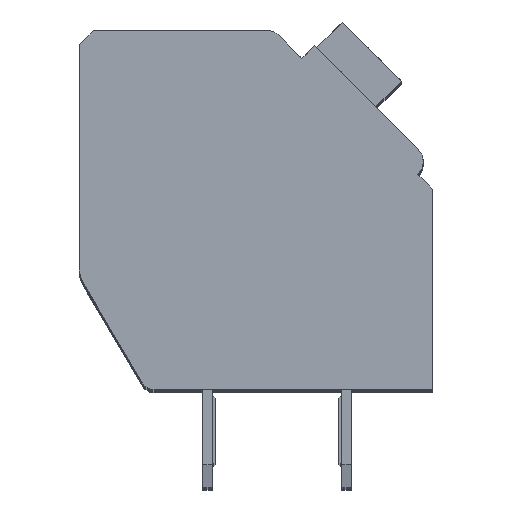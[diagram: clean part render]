
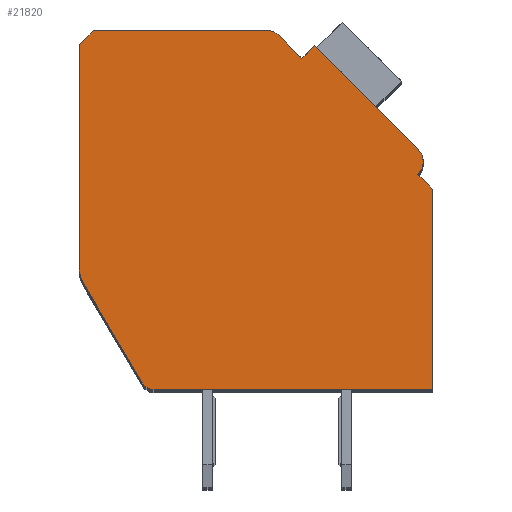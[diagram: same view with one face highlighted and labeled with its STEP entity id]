
A CAD part, top view. The second image highlights one B-rep face of the part: STEP entity #21820.
In plain terms, the highlighted planar face has unit normal (0, 0, 1).
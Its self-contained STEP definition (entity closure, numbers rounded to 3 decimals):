
#455=DIRECTION('',(0.,-1.,0.));
#456=VECTOR('',#455,8.053);
#457=CARTESIAN_POINT('',(-12.7,12.4,2.1));
#458=LINE('',#457,#456);
#459=DIRECTION('',(-0.707,-0.707,0.));
#460=VECTOR('',#459,0.707);
#461=CARTESIAN_POINT('',(-12.2,12.9,2.1));
#462=LINE('',#461,#460);
#463=DIRECTION('',(-1.,0.,0.));
#464=VECTOR('',#463,6.298);
#465=CARTESIAN_POINT('',(-5.902,12.9,2.1));
#466=LINE('',#465,#464);
#467=CARTESIAN_POINT('',(-5.902,12.4,2.1));
#468=DIRECTION('',(0.,0.,1.));
#469=DIRECTION('',(0.707,0.707,0.));
#470=AXIS2_PLACEMENT_3D('',#467,#468,#469);
#472=DIRECTION('',(-0.707,0.707,0.));
#473=VECTOR('',#472,1.197);
#474=CARTESIAN_POINT('',(-4.702,11.907,2.1));
#475=LINE('',#474,#473);
#476=DIRECTION('',(-0.707,-0.707,0.));
#477=VECTOR('',#476,0.65);
#478=CARTESIAN_POINT('',(-4.243,12.367,2.1));
#479=LINE('',#478,#477);
#480=DIRECTION('',(-0.707,0.707,0.));
#481=VECTOR('',#480,5.25);
#482=CARTESIAN_POINT('',(-0.53,8.655,2.1));
#483=LINE('',#482,#481);
#484=CARTESIAN_POINT('',(-0.99,8.195,2.1));
#485=DIRECTION('',(0.,0.,1.));
#486=DIRECTION('',(0.707,-0.707,0.));
#487=AXIS2_PLACEMENT_3D('',#484,#485,#486);
#489=DIRECTION('',(-0.707,0.707,0.));
#490=VECTOR('',#489,0.75);
#491=CARTESIAN_POINT('',(0.,7.205,2.1));
#492=LINE('',#491,#490);
#493=DIRECTION('',(0.,1.,0.));
#494=VECTOR('',#493,7.205);
#495=CARTESIAN_POINT('',(0.,0.,2.1));
#496=LINE('',#495,#494);
#497=DIRECTION('',(1.,0.,0.));
#498=VECTOR('',#497,10.014);
#499=CARTESIAN_POINT('',(-10.014,0.,2.1));
#500=LINE('',#499,#498);
#501=CARTESIAN_POINT('',(-10.014,0.5,2.1));
#502=DIRECTION('',(0.,0.,1.));
#503=DIRECTION('',(-0.862,-0.508,0.));
#504=AXIS2_PLACEMENT_3D('',#501,#502,#503);
#506=DIRECTION('',(0.508,-0.862,0.));
#507=VECTOR('',#506,4.17);
#508=CARTESIAN_POINT('',(-12.562,3.839,2.1));
#509=LINE('',#508,#507);
#510=CARTESIAN_POINT('',(-11.7,4.347,2.1));
#511=DIRECTION('',(0.,0.,1.));
#512=DIRECTION('',(-1.,0.,0.));
#513=AXIS2_PLACEMENT_3D('',#510,#511,#512);
#16350=CARTESIAN_POINT('',(-12.7,12.4,2.1));
#16351=CARTESIAN_POINT('',(-12.7,4.347,2.1));
#16352=VERTEX_POINT('',#16350);
#16353=VERTEX_POINT('',#16351);
#16354=CARTESIAN_POINT('',(-12.562,3.839,2.1));
#16355=VERTEX_POINT('',#16354);
#16356=CARTESIAN_POINT('',(-10.445,0.246,2.1));
#16357=VERTEX_POINT('',#16356);
#16358=CARTESIAN_POINT('',(-10.014,0.,2.1));
#16359=VERTEX_POINT('',#16358);
#16360=CARTESIAN_POINT('',(0.,0.,2.1));
#16361=VERTEX_POINT('',#16360);
#16362=CARTESIAN_POINT('',(0.,7.205,2.1));
#16363=VERTEX_POINT('',#16362);
#16364=CARTESIAN_POINT('',(-0.53,7.735,2.1));
#16365=VERTEX_POINT('',#16364);
#16366=CARTESIAN_POINT('',(-0.53,8.655,2.1));
#16367=VERTEX_POINT('',#16366);
#16368=CARTESIAN_POINT('',(-4.243,12.367,2.1));
#16369=VERTEX_POINT('',#16368);
#16370=CARTESIAN_POINT('',(-4.702,11.907,2.1));
#16371=VERTEX_POINT('',#16370);
#16372=CARTESIAN_POINT('',(-5.548,12.754,2.1));
#16373=VERTEX_POINT('',#16372);
#16374=CARTESIAN_POINT('',(-5.902,12.9,2.1));
#16375=VERTEX_POINT('',#16374);
#16376=CARTESIAN_POINT('',(-12.2,12.9,2.1));
#16377=VERTEX_POINT('',#16376);
#21787=CARTESIAN_POINT('',(0.,0.,2.1));
#21788=DIRECTION('',(0.,0.,1.));
#21789=DIRECTION('',(1.,0.,0.));
#21790=AXIS2_PLACEMENT_3D('',#21787,#21788,#21789);
#21791=PLANE('',#21790);
#21792=ORIENTED_EDGE('',*,*,#21359,.F.);
#21794=ORIENTED_EDGE('',*,*,#21793,.F.);
#21796=ORIENTED_EDGE('',*,*,#21795,.F.);
#21798=ORIENTED_EDGE('',*,*,#21797,.F.);
#21800=ORIENTED_EDGE('',*,*,#21799,.F.);
#21802=ORIENTED_EDGE('',*,*,#21801,.F.);
#21804=ORIENTED_EDGE('',*,*,#21803,.F.);
#21806=ORIENTED_EDGE('',*,*,#21805,.F.);
#21808=ORIENTED_EDGE('',*,*,#21807,.F.);
#21810=ORIENTED_EDGE('',*,*,#21809,.F.);
#21812=ORIENTED_EDGE('',*,*,#21811,.F.);
#21814=ORIENTED_EDGE('',*,*,#21813,.F.);
#21816=ORIENTED_EDGE('',*,*,#21815,.F.);
#21817=ORIENTED_EDGE('',*,*,#21525,.F.);
#21818=EDGE_LOOP('',(#21792,#21794,#21796,#21798,#21800,#21802,#21804,#21806,
#21808,#21810,#21812,#21814,#21816,#21817));
#21819=FACE_OUTER_BOUND('',#21818,.F.);
#471=CIRCLE('',#470,0.5);
#488=CIRCLE('',#487,0.65);
#505=CIRCLE('',#504,0.5);
#514=CIRCLE('',#513,1.);
#21359=EDGE_CURVE('',#16352,#16353,#458,.T.);
#21525=EDGE_CURVE('',#16353,#16355,#514,.T.);
#21793=EDGE_CURVE('',#16377,#16352,#462,.T.);
#21795=EDGE_CURVE('',#16375,#16377,#466,.T.);
#21797=EDGE_CURVE('',#16373,#16375,#471,.T.);
#21799=EDGE_CURVE('',#16371,#16373,#475,.T.);
#21801=EDGE_CURVE('',#16369,#16371,#479,.T.);
#21803=EDGE_CURVE('',#16367,#16369,#483,.T.);
#21805=EDGE_CURVE('',#16365,#16367,#488,.T.);
#21807=EDGE_CURVE('',#16363,#16365,#492,.T.);
#21809=EDGE_CURVE('',#16361,#16363,#496,.T.);
#21811=EDGE_CURVE('',#16359,#16361,#500,.T.);
#21813=EDGE_CURVE('',#16357,#16359,#505,.T.);
#21815=EDGE_CURVE('',#16355,#16357,#509,.T.);
#21820=ADVANCED_FACE('',(#21819),#21791,.T.);
